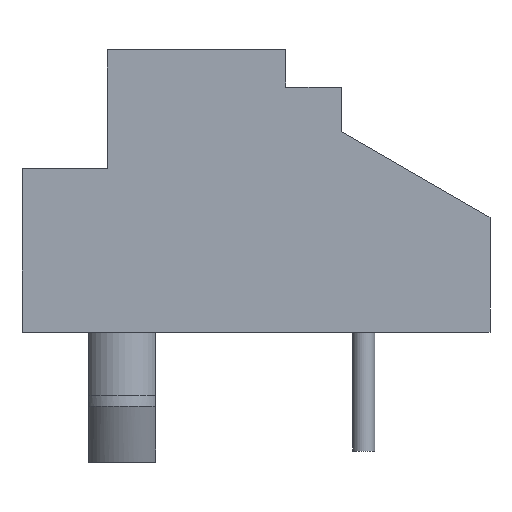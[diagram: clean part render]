
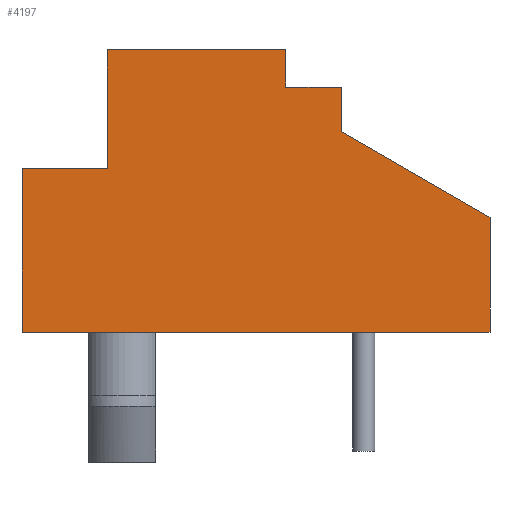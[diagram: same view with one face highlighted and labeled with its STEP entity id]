
A CAD part, left-side view. The second image highlights one B-rep face of the part: STEP entity #4197.
In plain terms, the highlighted planar face has unit normal (-1, 0, 0).
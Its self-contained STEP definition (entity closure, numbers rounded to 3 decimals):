
#1 = ORIENTED_EDGE ( 'NONE', *, *, #4349, .F. ) ;
#79 = DIRECTION ( 'NONE',  ( 0., 0., -1. ) ) ;
#80 = VECTOR ( 'NONE', #2930, 1000. ) ;
#144 = VECTOR ( 'NONE', #4695, 1000. ) ;
#150 = VECTOR ( 'NONE', #1335, 1000. ) ;
#182 = ORIENTED_EDGE ( 'NONE', *, *, #2035, .F. ) ;
#256 = CARTESIAN_POINT ( 'NONE',  ( -3.75, -4.3, 7.6 ) ) ;
#282 = FACE_OUTER_BOUND ( 'NONE', #4534, .T. ) ;
#374 = LINE ( 'NONE', #1601, #4256 ) ;
#489 = DIRECTION ( 'NONE',  ( 0., 0., 1. ) ) ;
#574 = CARTESIAN_POINT ( 'NONE',  ( -3.75, 4.3, 7.6 ) ) ;
#844 = CARTESIAN_POINT ( 'NONE',  ( -3.75, -4.3, 7.6 ) ) ;
#849 = VECTOR ( 'NONE', #79, 1000. ) ;
#888 = CARTESIAN_POINT ( 'NONE',  ( -3.75, 2., 4.4 ) ) ;
#900 = ORIENTED_EDGE ( 'NONE', *, *, #2877, .T. ) ;
#985 = DIRECTION ( 'NONE',  ( 0., -1., 0. ) ) ;
#1118 = EDGE_CURVE ( 'NONE', #4244, #2206, #2480, .T. ) ;
#1335 = DIRECTION ( 'NONE',  ( 0., 1., 0. ) ) ;
#1351 = VERTEX_POINT ( 'NONE', #2259 ) ;
#1386 = DIRECTION ( 'NONE',  ( 0., 0., 1. ) ) ;
#1395 = CARTESIAN_POINT ( 'NONE',  ( -3.75, -8.3, 3.091 ) ) ;
#1490 = ORIENTED_EDGE ( 'NONE', *, *, #4172, .F. ) ;
#1601 = CARTESIAN_POINT ( 'NONE',  ( -3.75, -8.3, 0. ) ) ;
#1709 = VECTOR ( 'NONE', #985, 1000. ) ;
#1805 = CARTESIAN_POINT ( 'NONE',  ( -3.75, 4.3, 7.6 ) ) ;
#1856 = CARTESIAN_POINT ( 'NONE',  ( -3.75, -4.3, 5.4 ) ) ;
#1866 = PLANE ( 'NONE',  #1961 ) ;
#1869 = VERTEX_POINT ( 'NONE', #2494 ) ;
#1881 = ORIENTED_EDGE ( 'NONE', *, *, #4613, .F. ) ;
#1961 = AXIS2_PLACEMENT_3D ( 'NONE', #256, #3442, #3790 ) ;
#1998 = VERTEX_POINT ( 'NONE', #3668 ) ;
#2035 = EDGE_CURVE ( 'NONE', #2295, #1869, #4855, .T. ) ;
#2038 = CARTESIAN_POINT ( 'NONE',  ( -3.75, -2.8, 6.6 ) ) ;
#2125 = EDGE_CURVE ( 'NONE', #1998, #3602, #4051, .T. ) ;
#2206 = VERTEX_POINT ( 'NONE', #3359 ) ;
#2246 = CARTESIAN_POINT ( 'NONE',  ( -3.75, 2., 7.6 ) ) ;
#2259 = CARTESIAN_POINT ( 'NONE',  ( -3.75, -4.3, 6.6 ) ) ;
#2295 = VERTEX_POINT ( 'NONE', #1856 ) ;
#2389 = EDGE_CURVE ( 'NONE', #1869, #1998, #374, .T. ) ;
#2480 = LINE ( 'NONE', #574, #1709 ) ;
#2494 = CARTESIAN_POINT ( 'NONE',  ( -3.75, -8.3, 3.091 ) ) ;
#2570 = LINE ( 'NONE', #2246, #3425 ) ;
#2573 = VERTEX_POINT ( 'NONE', #4736 ) ;
#2753 = LINE ( 'NONE', #2038, #144 ) ;
#2813 = EDGE_CURVE ( 'NONE', #2573, #2206, #4308, .T. ) ;
#2877 = EDGE_CURVE ( 'NONE', #1351, #2573, #2753, .T. ) ;
#2930 = DIRECTION ( 'NONE',  ( 0., -0.866, -0.5 ) ) ;
#3011 = DIRECTION ( 'NONE',  ( 0., 0., 1. ) ) ;
#3150 = DIRECTION ( 'NONE',  ( 0., 0., -1. ) ) ;
#3184 = CARTESIAN_POINT ( 'NONE',  ( -3.75, -2.8, 7.6 ) ) ;
#3294 = ORIENTED_EDGE ( 'NONE', *, *, #4772, .F. ) ;
#3353 = VECTOR ( 'NONE', #1386, 1000. ) ;
#3359 = CARTESIAN_POINT ( 'NONE',  ( -3.75, -2.8, 7.6 ) ) ;
#3409 = LINE ( 'NONE', #1805, #3353 ) ;
#3425 = VECTOR ( 'NONE', #3011, 1000. ) ;
#3442 = DIRECTION ( 'NONE',  ( 1., 0., 0. ) ) ;
#3452 = VERTEX_POINT ( 'NONE', #888 ) ;
#3518 = ORIENTED_EDGE ( 'NONE', *, *, #2389, .F. ) ;
#3539 = DIRECTION ( 'NONE',  ( 0., -1., 0. ) ) ;
#3561 = CARTESIAN_POINT ( 'NONE',  ( -3.75, 4.3, 4.4 ) ) ;
#3602 = VERTEX_POINT ( 'NONE', #4076 ) ;
#3652 = CARTESIAN_POINT ( 'NONE',  ( -3.75, 4.3, 0. ) ) ;
#3668 = CARTESIAN_POINT ( 'NONE',  ( -3.75, -8.3, 0. ) ) ;
#3696 = VERTEX_POINT ( 'NONE', #4052 ) ;
#3790 = DIRECTION ( 'NONE',  ( 0., 1., 0. ) ) ;
#3913 = LINE ( 'NONE', #844, #849 ) ;
#4051 = LINE ( 'NONE', #3652, #150 ) ;
#4052 = CARTESIAN_POINT ( 'NONE',  ( -3.75, 4.3, 4.4 ) ) ;
#4075 = VECTOR ( 'NONE', #3539, 1000. ) ;
#4076 = CARTESIAN_POINT ( 'NONE',  ( -3.75, 4.3, 0. ) ) ;
#4091 = ORIENTED_EDGE ( 'NONE', *, *, #2813, .T. ) ;
#4172 = EDGE_CURVE ( 'NONE', #3452, #4244, #2570, .T. ) ;
#4197 = ADVANCED_FACE ( 'NONE', ( #282 ), #1866, .F. ) ;
#4212 = CARTESIAN_POINT ( 'NONE',  ( -3.75, 2., 7.6 ) ) ;
#4244 = VERTEX_POINT ( 'NONE', #4212 ) ;
#4256 = VECTOR ( 'NONE', #3150, 1000. ) ;
#4280 = LINE ( 'NONE', #3561, #4075 ) ;
#4308 = LINE ( 'NONE', #3184, #4327 ) ;
#4327 = VECTOR ( 'NONE', #489, 1000. ) ;
#4349 = EDGE_CURVE ( 'NONE', #1351, #2295, #3913, .T. ) ;
#4534 = EDGE_LOOP ( 'NONE', ( #182, #1, #900, #4091, #4812, #1490, #1881, #3294, #4562, #3518 ) ) ;
#4562 = ORIENTED_EDGE ( 'NONE', *, *, #2125, .F. ) ;
#4613 = EDGE_CURVE ( 'NONE', #3696, #3452, #4280, .T. ) ;
#4695 = DIRECTION ( 'NONE',  ( 0., 1., 0. ) ) ;
#4736 = CARTESIAN_POINT ( 'NONE',  ( -3.75, -2.8, 6.6 ) ) ;
#4772 = EDGE_CURVE ( 'NONE', #3602, #3696, #3409, .T. ) ;
#4812 = ORIENTED_EDGE ( 'NONE', *, *, #1118, .F. ) ;
#4855 = LINE ( 'NONE', #1395, #80 ) ;
